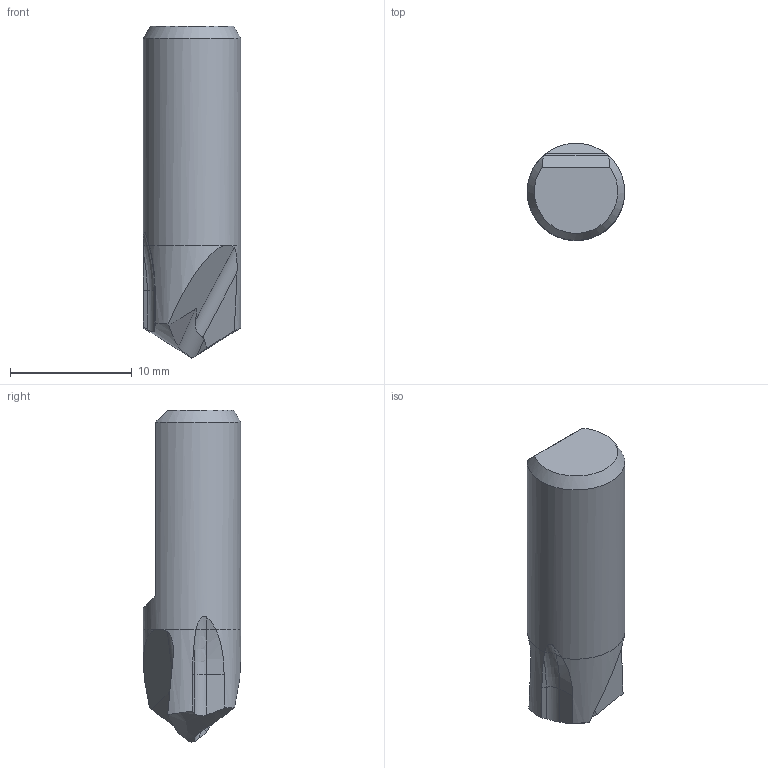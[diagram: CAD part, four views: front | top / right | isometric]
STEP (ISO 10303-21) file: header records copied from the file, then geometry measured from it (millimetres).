
FILE_DESCRIPTION(/* description */ (''),/* implementation_level */ '2;1');
FILE_NAME(/* name */ 'b511s08000_gtm.stp',/* time_stamp */ '2015-11-11T12:26:20+00:00',/* author */ (''),/* organization */ (''),/* preprocessor_version */ 'ST-DEVELOPER v15',/* originating_system */ 'SIEMENS PLM Software NX 9.0',/* authorisation */ '');
FILE_SCHEMA (('AUTOMOTIVE_DESIGN { 1 0 10303 214 3 1 1 1 }'));
Length unit declared in the file: millimetre
Products named in the file (1): b511s08000_gtm
Bounding box: 8 x 8 x 27.24 mm (x, y, z)
Volume: 1125.3 mm3; surface area: 805.3 mm2
Topology: 2 solids, 2 shells, 36 faces, 95 edges, 68 vertices
Faces by surface type: plane 18, cylinder 12, cone 4, torus 2
Full cylindrical faces by diameter (mm): 8 x1
Entity records: 1347 total; most frequent: CARTESIAN_POINT 433, ORIENTED_EDGE 178, DIRECTION 168, EDGE_CURVE 89, AXIS2_PLACEMENT_3D 67, VERTEX_POINT 58, EDGE_LOOP 37, ADVANCED_FACE 36
